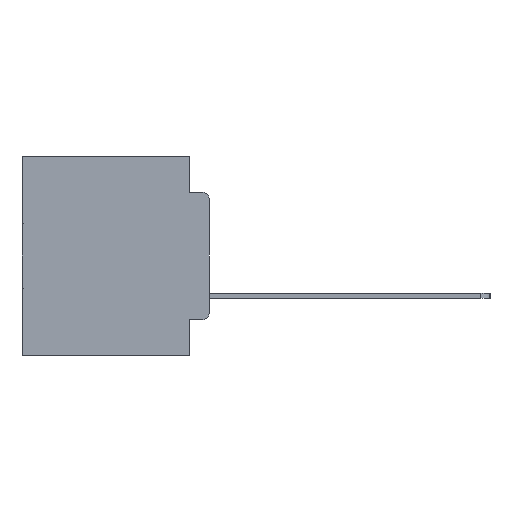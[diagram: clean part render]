
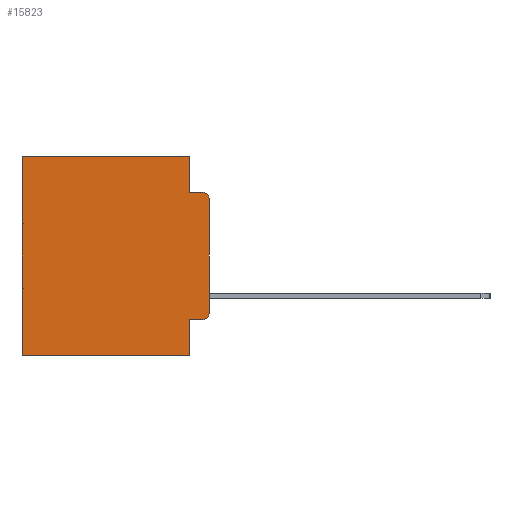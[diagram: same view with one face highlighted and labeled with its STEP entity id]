
A CAD part, left-side view. The second image highlights one B-rep face of the part: STEP entity #15823.
In plain terms, the highlighted planar face has unit normal (-1, 0, 0).
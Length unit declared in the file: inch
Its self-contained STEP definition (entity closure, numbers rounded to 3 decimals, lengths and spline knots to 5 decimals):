
#154 = EDGE_CURVE ( 'NONE', #4197, #14913, #10614, .T. ) ;
#183 = CARTESIAN_POINT ( 'NONE',  ( 0.298, 0.051, -0.5 ) ) ;
#203 = LINE ( 'NONE', #5713, #24434 ) ;
#600 = VERTEX_POINT ( 'NONE', #6024 ) ;
#1249 = EDGE_CURVE ( 'NONE', #14913, #600, #15296, .T. ) ;
#1319 = EDGE_CURVE ( 'NONE', #11687, #26835, #19302, .T. ) ;
#1511 = VERTEX_POINT ( 'NONE', #16031 ) ;
#1840 = CARTESIAN_POINT ( 'NONE',  ( 0.298, 0.051, 0. ) ) ;
#2024 = ORIENTED_EDGE ( 'NONE', *, *, #8647, .F. ) ;
#2992 = AXIS2_PLACEMENT_3D ( 'NONE', #6416, #22815, #8800 ) ;
#3182 = CARTESIAN_POINT ( 'NONE',  ( 0.298, 0.051, -0.0885 ) ) ;
#3632 = PLANE ( 'NONE',  #15074 ) ;
#4197 = VERTEX_POINT ( 'NONE', #10491 ) ;
#5127 = DIRECTION ( 'NONE',  ( -1., 0., 0. ) ) ;
#5346 = ORIENTED_EDGE ( 'NONE', *, *, #22157, .T. ) ;
#5713 = CARTESIAN_POINT ( 'NONE',  ( 0.298, 0.473, 0. ) ) ;
#6024 = CARTESIAN_POINT ( 'NONE',  ( 0.298, 0.473, -0.5 ) ) ;
#6049 = EDGE_CURVE ( 'NONE', #11947, #11687, #26329, .T. ) ;
#6096 = CARTESIAN_POINT ( 'NONE',  ( 0.298, 0., 0. ) ) ;
#6155 = CARTESIAN_POINT ( 'NONE',  ( 0.298, 0.051, 0. ) ) ;
#6416 = CARTESIAN_POINT ( 'NONE',  ( 0.298, 0.02, -0.3915 ) ) ;
#7180 = CARTESIAN_POINT ( 'NONE',  ( 0.298, 0., 0. ) ) ;
#7667 = LINE ( 'NONE', #17609, #19418 ) ;
#8647 = EDGE_CURVE ( 'NONE', #25150, #29882, #29733, .T. ) ;
#8800 = DIRECTION ( 'NONE',  ( 0., 0., -1. ) ) ;
#9575 = DIRECTION ( 'NONE',  ( 0., 0., -1. ) ) ;
#10491 = CARTESIAN_POINT ( 'NONE',  ( 0.298, 0.051, -0.4115 ) ) ;
#10614 = LINE ( 'NONE', #1840, #16115 ) ;
#10850 = DIRECTION ( 'NONE',  ( 1., 0., 0. ) ) ;
#11222 = EDGE_CURVE ( 'NONE', #4197, #1511, #7667, .T. ) ;
#11235 = ORIENTED_EDGE ( 'NONE', *, *, #6049, .F. ) ;
#11245 = EDGE_CURVE ( 'NONE', #11947, #14450, #24894, .T. ) ;
#11340 = CIRCLE ( 'NONE', #23077, 0.02 ) ;
#11687 = VERTEX_POINT ( 'NONE', #3182 ) ;
#11947 = VERTEX_POINT ( 'NONE', #12717 ) ;
#12160 = DIRECTION ( 'NONE',  ( 0., 0., -1. ) ) ;
#12717 = CARTESIAN_POINT ( 'NONE',  ( 0.298, 0.051, 0. ) ) ;
#12813 = ORIENTED_EDGE ( 'NONE', *, *, #18679, .T. ) ;
#12871 = ORIENTED_EDGE ( 'NONE', *, *, #1319, .F. ) ;
#12994 = CARTESIAN_POINT ( 'NONE',  ( 0.298, 0.473, 0. ) ) ;
#13037 = ORIENTED_EDGE ( 'NONE', *, *, #23926, .T. ) ;
#13585 = ORIENTED_EDGE ( 'NONE', *, *, #154, .F. ) ;
#13923 = VECTOR ( 'NONE', #29437, 39.37008 ) ;
#14450 = VERTEX_POINT ( 'NONE', #12994 ) ;
#14913 = VERTEX_POINT ( 'NONE', #183 ) ;
#15074 = AXIS2_PLACEMENT_3D ( 'NONE', #6096, #10850, #27191 ) ;
#15090 = DIRECTION ( 'NONE',  ( 0., -1., 0. ) ) ;
#15112 = CARTESIAN_POINT ( 'NONE',  ( 0.298, 0.051, -0.0885 ) ) ;
#15296 = LINE ( 'NONE', #25035, #20764 ) ;
#15823 = ADVANCED_FACE ( 'NONE', ( #25743 ), #3632, .F. ) ;
#16031 = CARTESIAN_POINT ( 'NONE',  ( 0.298, 0.02, -0.4115 ) ) ;
#16115 = VECTOR ( 'NONE', #12160, 39.37008 ) ;
#17275 = CARTESIAN_POINT ( 'NONE',  ( 0.298, 0.02, -0.0885 ) ) ;
#17280 = ORIENTED_EDGE ( 'NONE', *, *, #11222, .T. ) ;
#17382 = VECTOR ( 'NONE', #9575, 39.37008 ) ;
#17609 = CARTESIAN_POINT ( 'NONE',  ( 0.298, 0.051, -0.4115 ) ) ;
#18232 = EDGE_LOOP ( 'NONE', ( #2024, #13037, #12871, #11235, #26015, #12813, #29236, #13585, #17280, #5346 ) ) ;
#18576 = VECTOR ( 'NONE', #15090, 39.37008 ) ;
#18679 = EDGE_CURVE ( 'NONE', #14450, #600, #203, .T. ) ;
#18693 = VECTOR ( 'NONE', #29273, 39.37008 ) ;
#19228 = CARTESIAN_POINT ( 'NONE',  ( 0.298, 0.02, -0.1085 ) ) ;
#19302 = LINE ( 'NONE', #15112, #18576 ) ;
#19418 = VECTOR ( 'NONE', #19960, 39.37008 ) ;
#19960 = DIRECTION ( 'NONE',  ( 0., -1., 0. ) ) ;
#20764 = VECTOR ( 'NONE', #23813, 39.37008 ) ;
#21326 = CARTESIAN_POINT ( 'NONE',  ( 0.298, 0., -0.1085 ) ) ;
#21593 = DIRECTION ( 'NONE',  ( 0., 0., -1. ) ) ;
#22157 = EDGE_CURVE ( 'NONE', #1511, #29882, #23463, .T. ) ;
#22815 = DIRECTION ( 'NONE',  ( -1., 0., 0. ) ) ;
#23077 = AXIS2_PLACEMENT_3D ( 'NONE', #19228, #5127, #21593 ) ;
#23463 = CIRCLE ( 'NONE', #2992, 0.02 ) ;
#23813 = DIRECTION ( 'NONE',  ( 0., 1., 0. ) ) ;
#23926 = EDGE_CURVE ( 'NONE', #25150, #26835, #11340, .T. ) ;
#24434 = VECTOR ( 'NONE', #24478, 39.37008 ) ;
#24478 = DIRECTION ( 'NONE',  ( 0., 0., -1. ) ) ;
#24649 = CARTESIAN_POINT ( 'NONE',  ( 0.298, 0., 0. ) ) ;
#24894 = LINE ( 'NONE', #24649, #18693 ) ;
#25035 = CARTESIAN_POINT ( 'NONE',  ( 0.298, 0., -0.5 ) ) ;
#25150 = VERTEX_POINT ( 'NONE', #21326 ) ;
#25517 = CARTESIAN_POINT ( 'NONE',  ( 0.298, 0., -0.3915 ) ) ;
#25743 = FACE_OUTER_BOUND ( 'NONE', #18232, .T. ) ;
#26015 = ORIENTED_EDGE ( 'NONE', *, *, #11245, .T. ) ;
#26329 = LINE ( 'NONE', #6155, #13923 ) ;
#26835 = VERTEX_POINT ( 'NONE', #17275 ) ;
#27191 = DIRECTION ( 'NONE',  ( 0., 0., -1. ) ) ;
#29236 = ORIENTED_EDGE ( 'NONE', *, *, #1249, .F. ) ;
#29273 = DIRECTION ( 'NONE',  ( 0., 1., 0. ) ) ;
#29437 = DIRECTION ( 'NONE',  ( 0., 0., -1. ) ) ;
#29733 = LINE ( 'NONE', #7180, #17382 ) ;
#29882 = VERTEX_POINT ( 'NONE', #25517 ) ;
